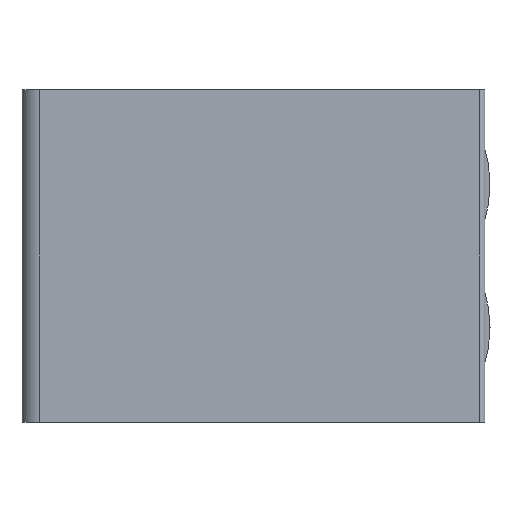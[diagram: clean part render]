
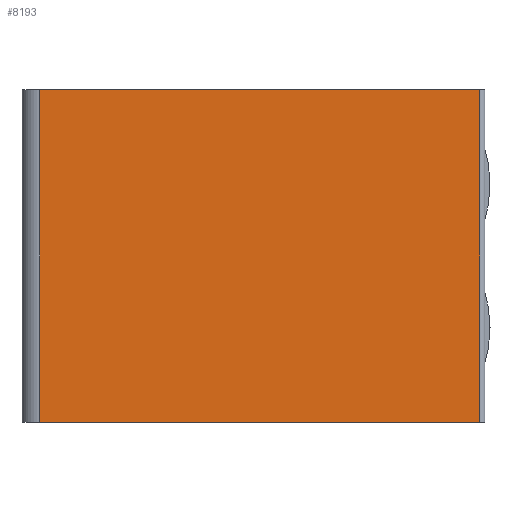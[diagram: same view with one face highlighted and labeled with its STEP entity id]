
A CAD part, front view. The second image highlights one B-rep face of the part: STEP entity #8193.
In plain terms, the highlighted planar face has unit normal (0, -1, 0).
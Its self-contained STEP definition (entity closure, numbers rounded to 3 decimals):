
#206 = ORIENTED_EDGE ( 'NONE', *, *, #2200, .T. ) ;
#460 = EDGE_CURVE ( 'NONE', #6560, #7535, #1316, .T. ) ;
#644 = DIRECTION ( 'NONE',  ( 0., 0., -1. ) ) ;
#981 = CARTESIAN_POINT ( 'NONE',  ( 17.9, 0., 13. ) ) ;
#1127 = DIRECTION ( 'NONE',  ( 1., 0., 0. ) ) ;
#1316 = LINE ( 'NONE', #3985, #7137 ) ;
#1542 = ORIENTED_EDGE ( 'NONE', *, *, #460, .T. ) ;
#2028 = VECTOR ( 'NONE', #644, 1000. ) ;
#2200 = EDGE_CURVE ( 'NONE', #5315, #6560, #7405, .T. ) ;
#2352 = CARTESIAN_POINT ( 'NONE',  ( 0.7, 0., 0. ) ) ;
#2494 = CARTESIAN_POINT ( 'NONE',  ( 0.7, 0., 13. ) ) ;
#2529 = CARTESIAN_POINT ( 'NONE',  ( 17.9, 0., 0. ) ) ;
#2685 = CARTESIAN_POINT ( 'NONE',  ( 0.7, 0., 0. ) ) ;
#2708 = CARTESIAN_POINT ( 'NONE',  ( 17.9, 0., 13. ) ) ;
#3010 = FACE_OUTER_BOUND ( 'NONE', #6387, .T. ) ;
#3657 = DIRECTION ( 'NONE',  ( 1., 0., 0. ) ) ;
#3837 = VECTOR ( 'NONE', #3657, 1000. ) ;
#3872 = ORIENTED_EDGE ( 'NONE', *, *, #8493, .F. ) ;
#3985 = CARTESIAN_POINT ( 'NONE',  ( 0.7, 0., 0. ) ) ;
#4044 = CARTESIAN_POINT ( 'NONE',  ( 0.7, 0., 0. ) ) ;
#4530 = LINE ( 'NONE', #981, #3837 ) ;
#4618 = VECTOR ( 'NONE', #8023, 1000. ) ;
#5234 = LINE ( 'NONE', #2529, #2028 ) ;
#5315 = VERTEX_POINT ( 'NONE', #2494 ) ;
#5613 = VERTEX_POINT ( 'NONE', #2708 ) ;
#6199 = AXIS2_PLACEMENT_3D ( 'NONE', #2352, #7030, #1127 ) ;
#6387 = EDGE_LOOP ( 'NONE', ( #1542, #3872, #7120, #206 ) ) ;
#6413 = PLANE ( 'NONE',  #6199 ) ;
#6560 = VERTEX_POINT ( 'NONE', #2685 ) ;
#7030 = DIRECTION ( 'NONE',  ( 0., -1., 0. ) ) ;
#7120 = ORIENTED_EDGE ( 'NONE', *, *, #7401, .F. ) ;
#7137 = VECTOR ( 'NONE', #8534, 1000. ) ;
#7401 = EDGE_CURVE ( 'NONE', #5315, #5613, #4530, .T. ) ;
#7405 = LINE ( 'NONE', #4044, #4618 ) ;
#7535 = VERTEX_POINT ( 'NONE', #8506 ) ;
#8023 = DIRECTION ( 'NONE',  ( 0., 0., -1. ) ) ;
#8193 = ADVANCED_FACE ( 'NONE', ( #3010 ), #6413, .T. ) ;
#8493 = EDGE_CURVE ( 'NONE', #5613, #7535, #5234, .T. ) ;
#8506 = CARTESIAN_POINT ( 'NONE',  ( 17.9, 0., 0. ) ) ;
#8534 = DIRECTION ( 'NONE',  ( 1., 0., 0. ) ) ;
